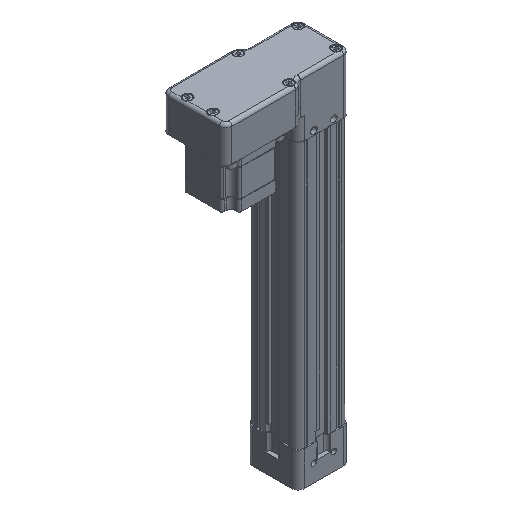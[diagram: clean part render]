
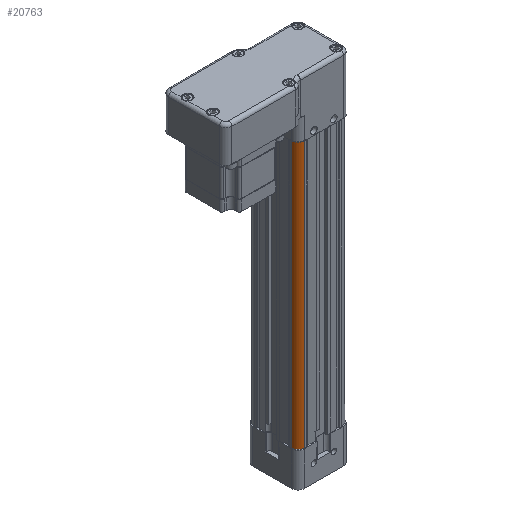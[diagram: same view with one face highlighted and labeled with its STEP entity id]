
A CAD part, isometric view. The second image highlights one B-rep face of the part: STEP entity #20763.
In plain terms, the highlighted cylindrical face has radius 6.858 mm (diameter 13.716 mm), a partial arc.
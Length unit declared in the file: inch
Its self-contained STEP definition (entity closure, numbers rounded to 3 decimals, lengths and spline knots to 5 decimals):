
#328 = CARTESIAN_POINT ( 'NONE',  ( -1., -0.73, -10.51 ) ) ;
#369 = VERTEX_POINT ( 'NONE', #5156 ) ;
#1715 = VERTEX_POINT ( 'NONE', #328 ) ;
#1787 = AXIS2_PLACEMENT_3D ( 'NONE', #18210, #3243, #17969 ) ;
#2055 = EDGE_CURVE ( 'NONE', #23069, #369, #6477, .T. ) ;
#3243 = DIRECTION ( 'NONE',  ( 0., 0., 1. ) ) ;
#5084 = AXIS2_PLACEMENT_3D ( 'NONE', #12655, #6633, #18180 ) ;
#5156 = CARTESIAN_POINT ( 'NONE',  ( -0.73, -1., 0. ) ) ;
#5172 = DIRECTION ( 'NONE',  ( 0., 1., 0. ) ) ;
#6283 = AXIS2_PLACEMENT_3D ( 'NONE', #14717, #22384, #5172 ) ;
#6477 = LINE ( 'NONE', #13893, #9028 ) ;
#6543 = CARTESIAN_POINT ( 'NONE',  ( -0.73, -1., -10.51 ) ) ;
#6633 = DIRECTION ( 'NONE',  ( 0., 0., -1. ) ) ;
#6783 = CYLINDRICAL_SURFACE ( 'NONE', #1787, 0.27 ) ;
#9028 = VECTOR ( 'NONE', #19537, 39.37008 ) ;
#9843 = EDGE_LOOP ( 'NONE', ( #21043, #20293, #13938, #17933 ) ) ;
#10725 = CIRCLE ( 'NONE', #5084, 0.27 ) ;
#11677 = CARTESIAN_POINT ( 'NONE',  ( -1., -0.73, 0. ) ) ;
#12448 = FACE_OUTER_BOUND ( 'NONE', #9843, .T. ) ;
#12655 = CARTESIAN_POINT ( 'NONE',  ( -0.73, -0.73, 0. ) ) ;
#13893 = CARTESIAN_POINT ( 'NONE',  ( -0.73, -1., -10.51 ) ) ;
#13938 = ORIENTED_EDGE ( 'NONE', *, *, #21690, .F. ) ;
#14183 = CARTESIAN_POINT ( 'NONE',  ( -1., -0.73, -10.51 ) ) ;
#14587 = VERTEX_POINT ( 'NONE', #11677 ) ;
#14717 = CARTESIAN_POINT ( 'NONE',  ( -0.73, -0.73, -10.51 ) ) ;
#17346 = EDGE_CURVE ( 'NONE', #1715, #14587, #21846, .T. ) ;
#17702 = VECTOR ( 'NONE', #18190, 39.37008 ) ;
#17933 = ORIENTED_EDGE ( 'NONE', *, *, #2055, .T. ) ;
#17969 = DIRECTION ( 'NONE',  ( 0., -1., 0. ) ) ;
#18180 = DIRECTION ( 'NONE',  ( 0., 1., 0. ) ) ;
#18190 = DIRECTION ( 'NONE',  ( 0., 0., 1. ) ) ;
#18210 = CARTESIAN_POINT ( 'NONE',  ( -0.73, -0.73, -10.51 ) ) ;
#19537 = DIRECTION ( 'NONE',  ( 0., 0., 1. ) ) ;
#20293 = ORIENTED_EDGE ( 'NONE', *, *, #17346, .F. ) ;
#20763 = ADVANCED_FACE ( 'NONE', ( #12448 ), #6783, .T. ) ;
#21043 = ORIENTED_EDGE ( 'NONE', *, *, #22391, .T. ) ;
#21690 = EDGE_CURVE ( 'NONE', #23069, #1715, #21919, .T. ) ;
#21846 = LINE ( 'NONE', #14183, #17702 ) ;
#21919 = CIRCLE ( 'NONE', #6283, 0.27 ) ;
#22384 = DIRECTION ( 'NONE',  ( 0., 0., -1. ) ) ;
#22391 = EDGE_CURVE ( 'NONE', #369, #14587, #10725, .T. ) ;
#23069 = VERTEX_POINT ( 'NONE', #6543 ) ;
